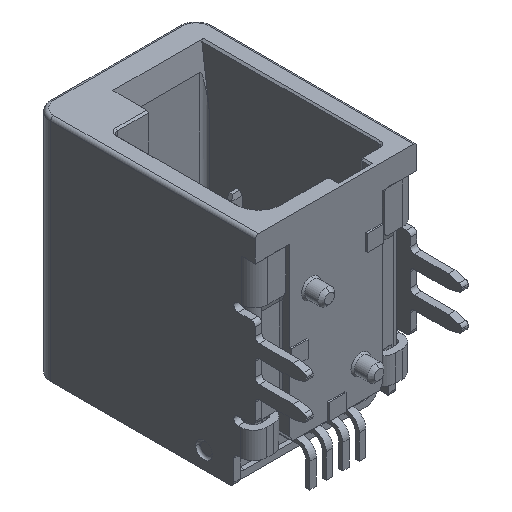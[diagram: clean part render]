
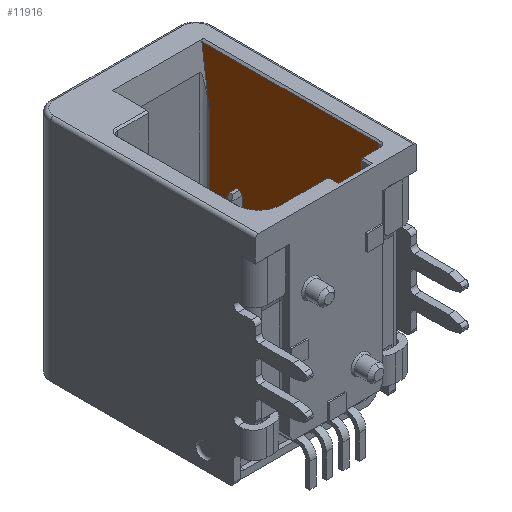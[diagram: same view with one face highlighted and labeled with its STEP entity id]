
A CAD part, isometric view. The second image highlights one B-rep face of the part: STEP entity #11916.
In plain terms, the highlighted planar face has unit normal (-1, 0, 0).
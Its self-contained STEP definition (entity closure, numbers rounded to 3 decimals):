
#648 = ORIENTED_EDGE ( 'NONE', *, *, #11334, .T. ) ;
#1147 = CARTESIAN_POINT ( 'NONE',  ( 3.775, -4.325, 9.5 ) ) ;
#2322 = DIRECTION ( 'NONE',  ( 0., 1., 0. ) ) ;
#2461 = DIRECTION ( 'NONE',  ( 0., -1., 0. ) ) ;
#2571 = VERTEX_POINT ( 'NONE', #7807 ) ;
#2686 = CARTESIAN_POINT ( 'NONE',  ( 3.775, 5.875, 5.75 ) ) ;
#3196 = CARTESIAN_POINT ( 'NONE',  ( 3.775, -4.325, 9.4 ) ) ;
#3392 = VECTOR ( 'NONE', #3895, 1000. ) ;
#3637 = CARTESIAN_POINT ( 'NONE',  ( 3.775, 4.225, -0.5 ) ) ;
#3817 = CARTESIAN_POINT ( 'NONE',  ( 3.775, 5.875, -0.5 ) ) ;
#3895 = DIRECTION ( 'NONE',  ( 0., 0., -1. ) ) ;
#4028 = LINE ( 'NONE', #8529, #4336 ) ;
#4336 = VECTOR ( 'NONE', #7424, 1000. ) ;
#4907 = EDGE_LOOP ( 'NONE', ( #7403, #12063, #648, #6028, #14340 ) ) ;
#5589 = VECTOR ( 'NONE', #13609, 1000. ) ;
#5815 = VERTEX_POINT ( 'NONE', #9012 ) ;
#5989 = CARTESIAN_POINT ( 'NONE',  ( 3.775, 4.225, 9.5 ) ) ;
#6028 = ORIENTED_EDGE ( 'NONE', *, *, #9128, .T. ) ;
#6962 = AXIS2_PLACEMENT_3D ( 'NONE', #5989, #13519, #2322 ) ;
#7020 = VERTEX_POINT ( 'NONE', #3196 ) ;
#7094 = LINE ( 'NONE', #3637, #9249 ) ;
#7403 = ORIENTED_EDGE ( 'NONE', *, *, #9068, .T. ) ;
#7424 = DIRECTION ( 'NONE',  ( 0., 1., 0. ) ) ;
#7431 = VECTOR ( 'NONE', #9115, 1000. ) ;
#7807 = CARTESIAN_POINT ( 'NONE',  ( 3.775, 6.362, 9.4 ) ) ;
#7861 = CARTESIAN_POINT ( 'NONE',  ( 3.775, 6.337, 9.218 ) ) ;
#7868 = LINE ( 'NONE', #1147, #7431 ) ;
#7992 = FACE_OUTER_BOUND ( 'NONE', #4907, .T. ) ;
#8151 = EDGE_CURVE ( 'NONE', #5815, #8700, #7094, .T. ) ;
#8467 = LINE ( 'NONE', #3817, #3392 ) ;
#8529 = CARTESIAN_POINT ( 'NONE',  ( 3.775, 4.225, 9.4 ) ) ;
#8700 = VERTEX_POINT ( 'NONE', #9437 ) ;
#8894 = LINE ( 'NONE', #7861, #5589 ) ;
#9012 = CARTESIAN_POINT ( 'NONE',  ( 3.775, 5.875, -0.5 ) ) ;
#9068 = EDGE_CURVE ( 'NONE', #12055, #5815, #8467, .T. ) ;
#9115 = DIRECTION ( 'NONE',  ( 0., 0., 1. ) ) ;
#9128 = EDGE_CURVE ( 'NONE', #7020, #2571, #4028, .T. ) ;
#9249 = VECTOR ( 'NONE', #2461, 1000. ) ;
#9437 = CARTESIAN_POINT ( 'NONE',  ( 3.775, -4.325, -0.5 ) ) ;
#10420 = PLANE ( 'NONE',  #6962 ) ;
#11334 = EDGE_CURVE ( 'NONE', #8700, #7020, #7868, .T. ) ;
#11916 = ADVANCED_FACE ( 'NONE', ( #7992 ), #10420, .F. ) ;
#12055 = VERTEX_POINT ( 'NONE', #2686 ) ;
#12063 = ORIENTED_EDGE ( 'NONE', *, *, #8151, .T. ) ;
#13279 = EDGE_CURVE ( 'NONE', #2571, #12055, #8894, .T. ) ;
#13519 = DIRECTION ( 'NONE',  ( 1., 0., 0. ) ) ;
#13609 = DIRECTION ( 'NONE',  ( 0., -0.132, -0.991 ) ) ;
#14340 = ORIENTED_EDGE ( 'NONE', *, *, #13279, .T. ) ;
